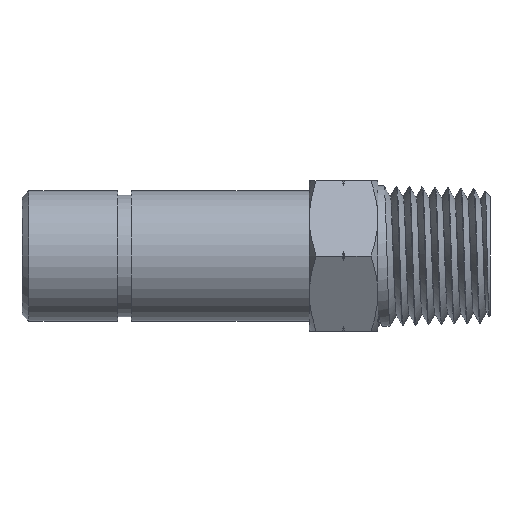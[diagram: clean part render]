
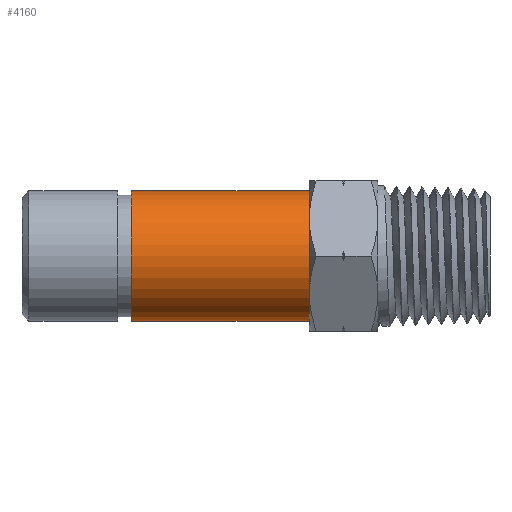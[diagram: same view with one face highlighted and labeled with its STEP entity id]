
A CAD part, left-side view. The second image highlights one B-rep face of the part: STEP entity #4160.
In plain terms, the highlighted cylindrical face has radius 4.765 mm (diameter 9.53 mm), a partial arc.
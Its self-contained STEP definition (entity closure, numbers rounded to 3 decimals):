
#26 = CIRCLE ( 'NONE', #5700, 4.765 ) ;
#150 = EDGE_LOOP ( 'NONE', ( #5348, #1827, #3328, #942 ) ) ;
#246 = AXIS2_PLACEMENT_3D ( 'NONE', #5146, #2002, #5667 ) ;
#322 = EDGE_CURVE ( 'NONE', #3487, #3260, #1022, .T. ) ;
#608 = LINE ( 'NONE', #1489, #2478 ) ;
#678 = CARTESIAN_POINT ( 'NONE',  ( 0., 13.2, 4.765 ) ) ;
#742 = EDGE_CURVE ( 'NONE', #3663, #3260, #26, .T. ) ;
#871 = EDGE_CURVE ( 'NONE', #5198, #3663, #608, .T. ) ;
#942 = ORIENTED_EDGE ( 'NONE', *, *, #742, .T. ) ;
#1022 = LINE ( 'NONE', #5800, #5253 ) ;
#1046 = CARTESIAN_POINT ( 'NONE',  ( 0., 26.2, 4.765 ) ) ;
#1227 = CARTESIAN_POINT ( 'NONE',  ( 0., 34.2, 0. ) ) ;
#1489 = CARTESIAN_POINT ( 'NONE',  ( 0., 34.2, -4.765 ) ) ;
#1539 = CARTESIAN_POINT ( 'NONE',  ( 0., 13.2, -4.765 ) ) ;
#1799 = DIRECTION ( 'NONE',  ( 0., 0., -1. ) ) ;
#1827 = ORIENTED_EDGE ( 'NONE', *, *, #3991, .F. ) ;
#2002 = DIRECTION ( 'NONE',  ( 0., 1., 0. ) ) ;
#2032 = DIRECTION ( 'NONE',  ( 0., -1., 0. ) ) ;
#2473 = CIRCLE ( 'NONE', #246, 4.765 ) ;
#2478 = VECTOR ( 'NONE', #2032, 1000. ) ;
#2622 = DIRECTION ( 'NONE',  ( 0., -1., 0. ) ) ;
#2940 = FACE_OUTER_BOUND ( 'NONE', #150, .T. ) ;
#2955 = DIRECTION ( 'NONE',  ( 0., 1., 0. ) ) ;
#3260 = VERTEX_POINT ( 'NONE', #678 ) ;
#3328 = ORIENTED_EDGE ( 'NONE', *, *, #871, .T. ) ;
#3487 = VERTEX_POINT ( 'NONE', #1046 ) ;
#3663 = VERTEX_POINT ( 'NONE', #1539 ) ;
#3991 = EDGE_CURVE ( 'NONE', #5198, #3487, #2473, .T. ) ;
#4078 = CARTESIAN_POINT ( 'NONE',  ( 0., 26.2, -4.765 ) ) ;
#4160 = ADVANCED_FACE ( 'NONE', ( #2940 ), #5114, .T. ) ;
#4386 = AXIS2_PLACEMENT_3D ( 'NONE', #1227, #6541, #1799 ) ;
#5114 = CYLINDRICAL_SURFACE ( 'NONE', #4386, 4.765 ) ;
#5146 = CARTESIAN_POINT ( 'NONE',  ( 0., 26.2, 0. ) ) ;
#5198 = VERTEX_POINT ( 'NONE', #4078 ) ;
#5253 = VECTOR ( 'NONE', #2622, 1000. ) ;
#5348 = ORIENTED_EDGE ( 'NONE', *, *, #322, .F. ) ;
#5667 = DIRECTION ( 'NONE',  ( 0., 0., 1. ) ) ;
#5700 = AXIS2_PLACEMENT_3D ( 'NONE', #6167, #2955, #6702 ) ;
#5800 = CARTESIAN_POINT ( 'NONE',  ( 0., 34.2, 4.765 ) ) ;
#6167 = CARTESIAN_POINT ( 'NONE',  ( 0., 13.2, 0. ) ) ;
#6541 = DIRECTION ( 'NONE',  ( 0., -1., 0. ) ) ;
#6702 = DIRECTION ( 'NONE',  ( 0., 0., 1. ) ) ;
